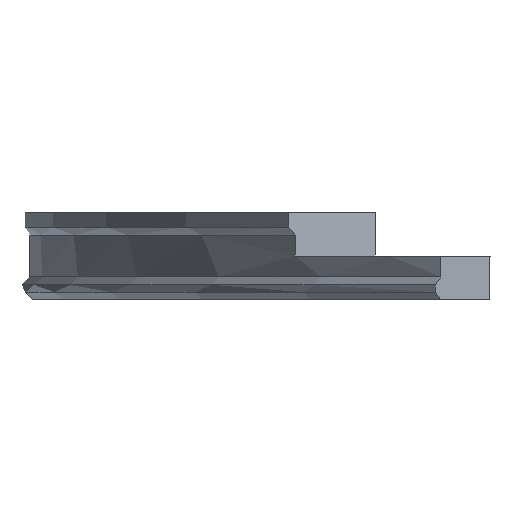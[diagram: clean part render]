
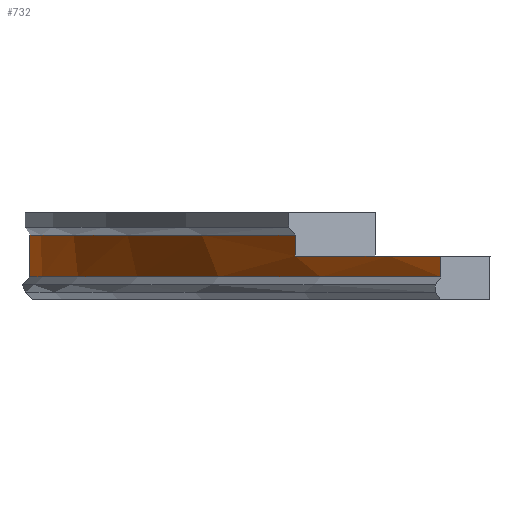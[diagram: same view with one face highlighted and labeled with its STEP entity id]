
A CAD part, left-side view. The second image highlights one B-rep face of the part: STEP entity #732.
In plain terms, the highlighted cylindrical face has radius 178.9 mm (diameter 357.8 mm), a partial arc.
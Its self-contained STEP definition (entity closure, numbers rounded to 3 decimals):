
#356 = DIRECTION ( 'NONE',  ( 0., 0., 1. ) ) ;
#432 = ORIENTED_EDGE ( 'NONE', *, *, #7545, .T. ) ;
#732 = ADVANCED_FACE ( 'NONE', ( #3410 ), #4390, .T. ) ;
#777 = DIRECTION ( 'NONE',  ( 0., 1., 0. ) ) ;
#872 = AXIS2_PLACEMENT_3D ( 'NONE', #9135, #8211, #777 ) ;
#1524 = CARTESIAN_POINT ( 'NONE',  ( 0., -145.672, 143.672 ) ) ;
#1677 = CIRCLE ( 'NONE', #8544, 178.9 ) ;
#2137 = DIRECTION ( 'NONE',  ( 0., 0., -1. ) ) ;
#2462 = CARTESIAN_POINT ( 'NONE',  ( 0., 33.228, 138.672 ) ) ;
#2892 = DIRECTION ( 'NONE',  ( 0., 0., -1. ) ) ;
#3093 = CARTESIAN_POINT ( 'NONE',  ( -108.454, -3.394, 146.572 ) ) ;
#3123 = EDGE_CURVE ( 'NONE', #5002, #10686, #1677, .T. ) ;
#3410 = FACE_OUTER_BOUND ( 'NONE', #7158, .T. ) ;
#3613 = ORIENTED_EDGE ( 'NONE', *, *, #11825, .F. ) ;
#3731 = VERTEX_POINT ( 'NONE', #7523 ) ;
#4058 = VERTEX_POINT ( 'NONE', #6655 ) ;
#4216 = DIRECTION ( 'NONE',  ( 0., 1., 0. ) ) ;
#4390 = CYLINDRICAL_SURFACE ( 'NONE', #872, 178.9 ) ;
#4865 = LINE ( 'NONE', #11307, #9190 ) ;
#5002 = VERTEX_POINT ( 'NONE', #3093 ) ;
#5009 = CARTESIAN_POINT ( 'NONE',  ( 0., 33.228, 140.772 ) ) ;
#5022 = CIRCLE ( 'NONE', #8951, 178.9 ) ;
#5843 = VERTEX_POINT ( 'NONE', #8099 ) ;
#6007 = LINE ( 'NONE', #7727, #7772 ) ;
#6247 = DIRECTION ( 'NONE',  ( 0., 1., 0. ) ) ;
#6655 = CARTESIAN_POINT ( 'NONE',  ( -130.741, -23.557, 143.672 ) ) ;
#6817 = AXIS2_PLACEMENT_3D ( 'NONE', #1524, #10980, #6247 ) ;
#6873 = DIRECTION ( 'NONE',  ( 0., 1., 0. ) ) ;
#7158 = EDGE_LOOP ( 'NONE', ( #10461, #432, #11212, #11543, #9397, #3613 ) ) ;
#7227 = VERTEX_POINT ( 'NONE', #5009 ) ;
#7523 = CARTESIAN_POINT ( 'NONE',  ( -108.454, -3.394, 143.672 ) ) ;
#7545 = EDGE_CURVE ( 'NONE', #10686, #7227, #11797, .T. ) ;
#7727 = CARTESIAN_POINT ( 'NONE',  ( -130.741, -23.557, 138.672 ) ) ;
#7756 = EDGE_CURVE ( 'NONE', #5843, #4058, #6007, .T. ) ;
#7772 = VECTOR ( 'NONE', #356, 1000. ) ;
#7777 = EDGE_CURVE ( 'NONE', #5843, #7227, #5022, .T. ) ;
#7966 = VECTOR ( 'NONE', #8118, 1000. ) ;
#7972 = CARTESIAN_POINT ( 'NONE',  ( 0., -145.672, 140.772 ) ) ;
#8099 = CARTESIAN_POINT ( 'NONE',  ( -130.741, -23.557, 140.772 ) ) ;
#8118 = DIRECTION ( 'NONE',  ( 0., 0., -1. ) ) ;
#8211 = DIRECTION ( 'NONE',  ( 0., 0., -1. ) ) ;
#8544 = AXIS2_PLACEMENT_3D ( 'NONE', #8654, #2137, #6873 ) ;
#8654 = CARTESIAN_POINT ( 'NONE',  ( 0., -145.672, 146.572 ) ) ;
#8951 = AXIS2_PLACEMENT_3D ( 'NONE', #7972, #11653, #4216 ) ;
#9135 = CARTESIAN_POINT ( 'NONE',  ( 0., -145.672, 138.672 ) ) ;
#9190 = VECTOR ( 'NONE', #2892, 1000. ) ;
#9397 = ORIENTED_EDGE ( 'NONE', *, *, #11453, .F. ) ;
#10461 = ORIENTED_EDGE ( 'NONE', *, *, #3123, .T. ) ;
#10686 = VERTEX_POINT ( 'NONE', #11627 ) ;
#10980 = DIRECTION ( 'NONE',  ( 0., 0., 1. ) ) ;
#11212 = ORIENTED_EDGE ( 'NONE', *, *, #7777, .F. ) ;
#11307 = CARTESIAN_POINT ( 'NONE',  ( -108.454, -3.394, 138.672 ) ) ;
#11453 = EDGE_CURVE ( 'NONE', #3731, #4058, #12105, .T. ) ;
#11543 = ORIENTED_EDGE ( 'NONE', *, *, #7756, .T. ) ;
#11627 = CARTESIAN_POINT ( 'NONE',  ( 0., 33.228, 146.572 ) ) ;
#11653 = DIRECTION ( 'NONE',  ( 0., 0., -1. ) ) ;
#11797 = LINE ( 'NONE', #2462, #7966 ) ;
#11825 = EDGE_CURVE ( 'NONE', #5002, #3731, #4865, .T. ) ;
#12105 = CIRCLE ( 'NONE', #6817, 178.9 ) ;
